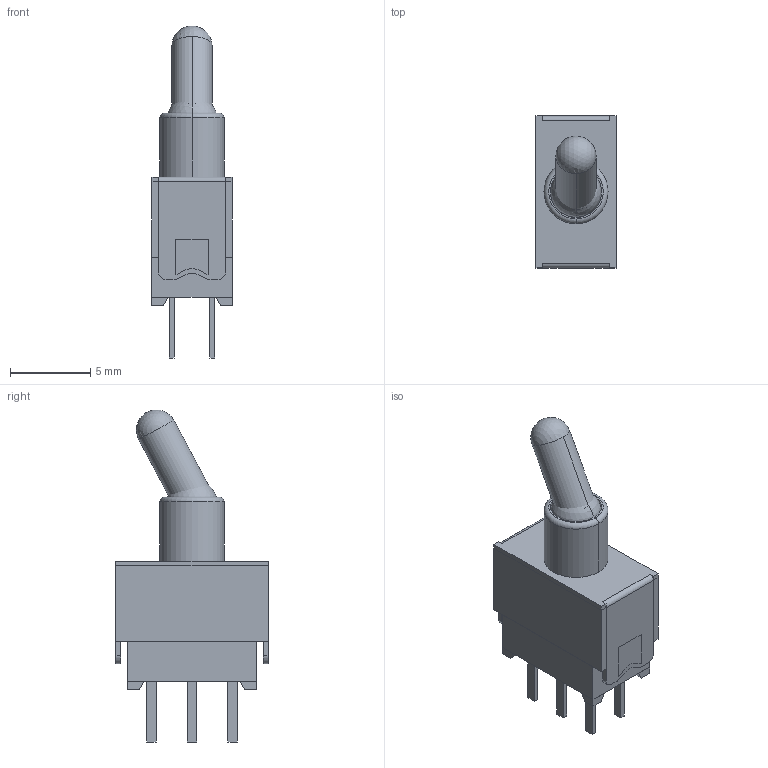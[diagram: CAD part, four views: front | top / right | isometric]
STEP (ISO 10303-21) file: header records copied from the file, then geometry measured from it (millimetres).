
FILE_DESCRIPTION((''),'2;1');
FILE_NAME('SW_KNITTER_ATE2D.stp','2011-03-15T17:20:44',(''),(''),'Mechanical Desktop 2011','Mechanical Desktop 2011',', , ');
FILE_SCHEMA(('AUTOMOTIVE_DESIGN { 1 2 10303 214 1 1 1 1 }'));
Length unit declared in the file: millimetre
Products named in the file (1): Product
Bounding box: 5 x 9.5 x 20.73 mm (x, y, z)
Volume: 408.3 mm3; surface area: 854.9 mm2
Topology: 23 solids, 23 shells, 184 faces, 423 edges, 279 vertices
Faces by surface type: bspline 97, plane 68, cylinder 14, sphere 3, torus 2
Entity records: 5244 total; most frequent: CARTESIAN_POINT 1284, ORIENTED_EDGE 834, DIRECTION 646, EDGE_CURVE 417, VECTOR 364, LINE 364, VERTEX_POINT 279, EDGE_LOOP 190
